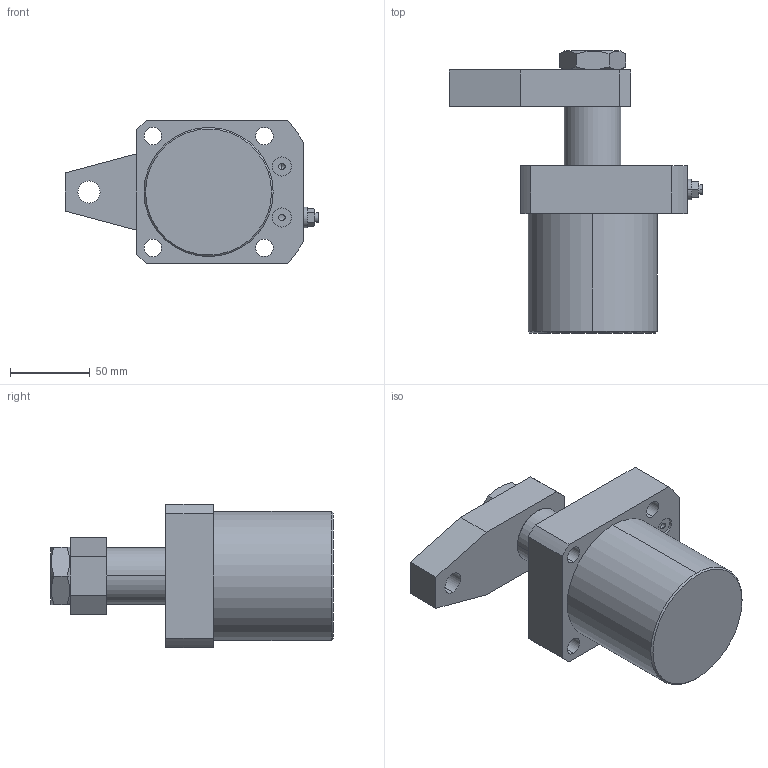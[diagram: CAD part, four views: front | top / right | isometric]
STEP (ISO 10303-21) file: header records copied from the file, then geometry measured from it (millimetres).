
FILE_DESCRIPTION (( 'STEP AP203' ), '1' );
FILE_NAME ('HSL-FAMT63S.STEP', '2020-09-14T01:51:17', ( '微软用户' ), ( '微软中国' ), 'SwSTEP 2.0', 'SolidWorks 2012', '' );
FILE_SCHEMA (( 'CONFIG_CONTROL_DESIGN' ));
Length unit declared in the file: millimetre
Products named in the file (6): HSL-FAMT63S; FCM-覃誹概; hex thin nuts-grades ab-chamfered gb_GB_FASTENER_NUT_STNAB  B M24-N; HSL-63SL-90-揤旋; HSL-63S活塞杆; HSL-FAMT63-90-掛极陔
Assembly tree (5 placements, depth 2):
  HSL-FAMT63S
    HSL-FAMT63-90-掛极陔
    HSL-63S活塞杆
    HSL-63SL-90-揤旋
    hex thin nuts-grades ab-chamfered gb_GB_FASTENER_NUT_STNAB  B M24-N
    FCM-覃誹概
Bounding box: 159.2 x 177 x 90 mm (x, y, z)
Volume: 700606.4 mm3; surface area: 116157.2 mm2
Topology: 5 solids, 5 shells, 141 faces, 314 edges, 201 vertices
Faces by surface type: plane 59, cylinder 56, cone 22, torus 4
Entity records: 4814 total; most frequent: CARTESIAN_POINT 932, DIRECTION 732, ORIENTED_EDGE 624, EDGE_CURVE 312, AXIS2_PLACEMENT_3D 291, VERTEX_POINT 201, EDGE_LOOP 177, VECTOR 150
